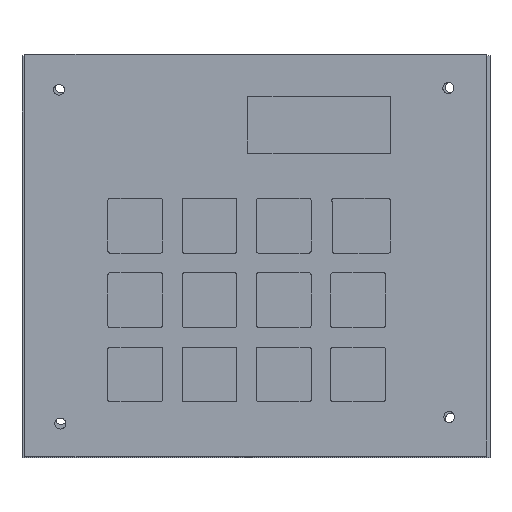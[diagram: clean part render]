
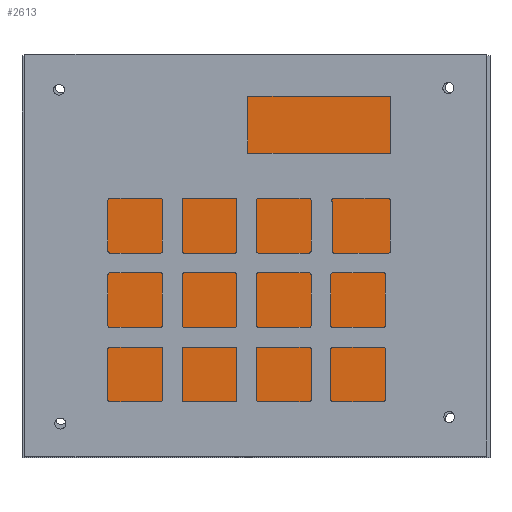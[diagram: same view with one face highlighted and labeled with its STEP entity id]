
A CAD part, top view. The second image highlights one B-rep face of the part: STEP entity #2613.
In plain terms, the highlighted planar face has unit normal (0, 0, 1).
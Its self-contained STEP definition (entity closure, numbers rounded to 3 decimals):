
#137=PLANE('',#2885);
#261=FACE_OUTER_BOUND('',#423,.T.);
#423=EDGE_LOOP('',(#2367,#2368,#2369,#2370,#2371,#2372,#2373,#2374));
#673=LINE('',#4332,#933);
#675=LINE('',#4337,#935);
#677=LINE('',#4341,#937);
#681=LINE('',#4348,#941);
#682=LINE('',#4351,#942);
#683=LINE('',#4353,#943);
#684=LINE('',#4354,#944);
#685=LINE('',#4355,#945);
#933=VECTOR('',#3576,10.);
#935=VECTOR('',#3580,10.);
#937=VECTOR('',#3584,10.);
#941=VECTOR('',#3588,10.);
#942=VECTOR('',#3591,10.);
#943=VECTOR('',#3592,10.);
#944=VECTOR('',#3593,10.);
#945=VECTOR('',#3594,10.);
#1299=VERTEX_POINT('',#4328);
#1300=VERTEX_POINT('',#4330);
#1301=VERTEX_POINT('',#4334);
#1302=VERTEX_POINT('',#4336);
#1303=VERTEX_POINT('',#4340);
#1306=VERTEX_POINT('',#4346);
#1307=VERTEX_POINT('',#4350);
#1308=VERTEX_POINT('',#4352);
#1657=EDGE_CURVE('',#1300,#1299,#673,.T.);
#1659=EDGE_CURVE('',#1302,#1301,#675,.T.);
#1661=EDGE_CURVE('',#1299,#1303,#677,.T.);
#1665=EDGE_CURVE('',#1306,#1301,#681,.T.);
#1666=EDGE_CURVE('',#1307,#1306,#682,.T.);
#1667=EDGE_CURVE('',#1308,#1307,#683,.T.);
#1668=EDGE_CURVE('',#1303,#1308,#684,.T.);
#1669=EDGE_CURVE('',#1302,#1300,#685,.T.);
#2367=ORIENTED_EDGE('',*,*,#1665,.F.);
#2368=ORIENTED_EDGE('',*,*,#1666,.F.);
#2369=ORIENTED_EDGE('',*,*,#1667,.F.);
#2370=ORIENTED_EDGE('',*,*,#1668,.F.);
#2371=ORIENTED_EDGE('',*,*,#1661,.F.);
#2372=ORIENTED_EDGE('',*,*,#1657,.F.);
#2373=ORIENTED_EDGE('',*,*,#1669,.F.);
#2374=ORIENTED_EDGE('',*,*,#1659,.T.);
#2613=ADVANCED_FACE('',(#261),#137,.T.);
#2885=AXIS2_PLACEMENT_3D('',#4349,#3589,#3590);
#3576=DIRECTION('',(0.,-1.,0.));
#3580=DIRECTION('',(0.,-1.,0.));
#3584=DIRECTION('',(1.,0.,0.));
#3588=DIRECTION('',(1.,0.,0.));
#3589=DIRECTION('center_axis',(0.,0.,1.));
#3590=DIRECTION('ref_axis',(1.,0.,0.));
#3591=DIRECTION('',(0.,1.,0.));
#3592=DIRECTION('',(-1.,0.,0.));
#3593=DIRECTION('',(0.,-1.,0.));
#3594=DIRECTION('',(1.,0.,0.));
#4328=CARTESIAN_POINT('',(38.68,93.05,3.));
#4330=CARTESIAN_POINT('',(38.68,103.05,3.));
#4332=CARTESIAN_POINT('',(38.68,103.05,3.));
#4334=CARTESIAN_POINT('',(15.017,93.05,3.));
#4336=CARTESIAN_POINT('',(15.017,103.05,3.));
#4337=CARTESIAN_POINT('',(15.017,103.05,3.));
#4340=CARTESIAN_POINT('',(95.38,93.05,3.));
#4341=CARTESIAN_POINT('',(27.595,93.05,3.));
#4346=CARTESIAN_POINT('',(5.,93.05,3.));
#4348=CARTESIAN_POINT('',(27.595,93.05,3.));
#4349=CARTESIAN_POINT('Origin',(50.19,51.525,3.));
#4350=CARTESIAN_POINT('',(5.,10.,3.));
#4351=CARTESIAN_POINT('',(5.,30.763,3.));
#4352=CARTESIAN_POINT('',(95.38,10.,3.));
#4353=CARTESIAN_POINT('',(72.785,10.,3.));
#4354=CARTESIAN_POINT('',(95.38,72.288,3.));
#4355=CARTESIAN_POINT('',(62.508,103.05,3.));
